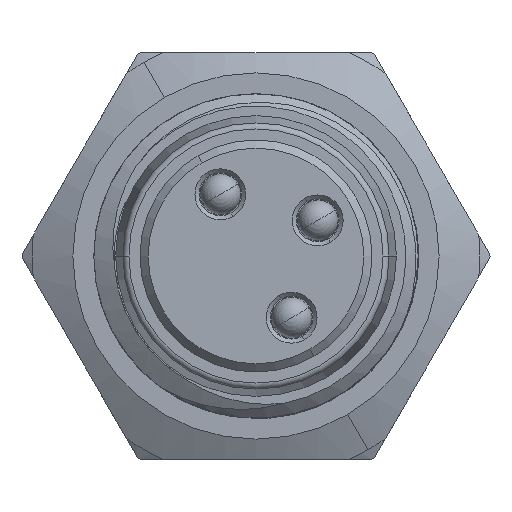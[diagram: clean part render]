
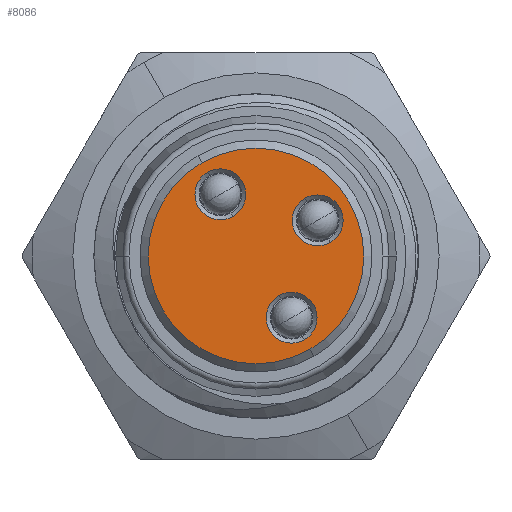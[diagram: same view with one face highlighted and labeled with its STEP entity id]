
A CAD part, left-side view. The second image highlights one B-rep face of the part: STEP entity #8086.
In plain terms, the highlighted planar face has unit normal (-1, 0, 0).
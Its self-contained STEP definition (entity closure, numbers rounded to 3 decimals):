
#7462=CARTESIAN_POINT('',(5.,0.,0.));
#7463=DIRECTION('',(-1.,0.,0.));
#7464=DIRECTION('',(0.,-0.5,-0.866));
#7465=AXIS2_PLACEMENT_3D('',#7462,#7463,#7464);
#7467=CARTESIAN_POINT('',(5.,0.,0.));
#7468=DIRECTION('',(-1.,0.,0.));
#7469=DIRECTION('',(0.,0.5,0.866));
#7470=AXIS2_PLACEMENT_3D('',#7467,#7468,#7469);
#7472=CARTESIAN_POINT('',(5.,-1.516,0.875));
#7473=DIRECTION('',(1.,0.,0.));
#7474=DIRECTION('',(0.,0.5,0.866));
#7475=AXIS2_PLACEMENT_3D('',#7472,#7473,#7474);
#7477=CARTESIAN_POINT('',(5.,-1.516,0.875));
#7478=DIRECTION('',(1.,0.,0.));
#7479=DIRECTION('',(0.,-0.5,-0.866));
#7480=AXIS2_PLACEMENT_3D('',#7477,#7478,#7479);
#7482=CARTESIAN_POINT('',(5.,-0.875,-1.516));
#7483=DIRECTION('',(1.,0.,0.));
#7484=DIRECTION('',(0.,-0.5,-0.866));
#7485=AXIS2_PLACEMENT_3D('',#7482,#7483,#7484);
#7487=CARTESIAN_POINT('',(5.,-0.875,-1.516));
#7488=DIRECTION('',(1.,0.,0.));
#7489=DIRECTION('',(0.,0.5,0.866));
#7490=AXIS2_PLACEMENT_3D('',#7487,#7488,#7489);
#7492=CARTESIAN_POINT('',(5.,0.875,1.516));
#7493=DIRECTION('',(1.,0.,0.));
#7494=DIRECTION('',(0.,-0.5,-0.866));
#7495=AXIS2_PLACEMENT_3D('',#7492,#7493,#7494);
#7497=CARTESIAN_POINT('',(5.,0.875,1.516));
#7498=DIRECTION('',(1.,0.,0.));
#7499=DIRECTION('',(0.,0.5,0.866));
#7500=AXIS2_PLACEMENT_3D('',#7497,#7498,#7499);
#7983=CARTESIAN_POINT('',(5.,-1.325,-2.295));
#7984=CARTESIAN_POINT('',(5.,1.325,2.295));
#7985=VERTEX_POINT('',#7983);
#7986=VERTEX_POINT('',#7984);
#7991=CARTESIAN_POINT('',(5.,-1.203,1.416));
#7992=CARTESIAN_POINT('',(5.,-1.828,0.334));
#7993=VERTEX_POINT('',#7991);
#7994=VERTEX_POINT('',#7992);
#7999=CARTESIAN_POINT('',(5.,-1.188,-2.057));
#8000=CARTESIAN_POINT('',(5.,-0.563,-0.974));
#8001=VERTEX_POINT('',#7999);
#8002=VERTEX_POINT('',#8000);
#8007=CARTESIAN_POINT('',(5.,0.562,0.974));
#8008=CARTESIAN_POINT('',(5.,1.187,2.057));
#8009=VERTEX_POINT('',#8007);
#8010=VERTEX_POINT('',#8008);
#8057=CARTESIAN_POINT('',(5.,0.,0.));
#8058=DIRECTION('',(-1.,0.,0.));
#8059=DIRECTION('',(0.,-0.5,-0.866));
#8060=AXIS2_PLACEMENT_3D('',#8057,#8058,#8059);
#8061=PLANE('',#8060);
#8063=ORIENTED_EDGE('',*,*,#8062,.F.);
#8065=ORIENTED_EDGE('',*,*,#8064,.F.);
#8066=EDGE_LOOP('',(#8063,#8065));
#8067=FACE_OUTER_BOUND('',#8066,.F.);
#8069=ORIENTED_EDGE('',*,*,#8068,.F.);
#8071=ORIENTED_EDGE('',*,*,#8070,.F.);
#8072=EDGE_LOOP('',(#8069,#8071));
#8073=FACE_BOUND('',#8072,.F.);
#8075=ORIENTED_EDGE('',*,*,#8074,.F.);
#8077=ORIENTED_EDGE('',*,*,#8076,.F.);
#8078=EDGE_LOOP('',(#8075,#8077));
#8079=FACE_BOUND('',#8078,.F.);
#8081=ORIENTED_EDGE('',*,*,#8080,.F.);
#8083=ORIENTED_EDGE('',*,*,#8082,.F.);
#8084=EDGE_LOOP('',(#8081,#8083));
#8085=FACE_BOUND('',#8084,.F.);
#7466=CIRCLE('',#7465,2.65);
#7471=CIRCLE('',#7470,2.65);
#7476=CIRCLE('',#7475,0.625);
#7481=CIRCLE('',#7480,0.625);
#7486=CIRCLE('',#7485,0.625);
#7491=CIRCLE('',#7490,0.625);
#7496=CIRCLE('',#7495,0.625);
#7501=CIRCLE('',#7500,0.625);
#8062=EDGE_CURVE('',#7985,#7986,#7466,.T.);
#8064=EDGE_CURVE('',#7986,#7985,#7471,.T.);
#8068=EDGE_CURVE('',#7993,#7994,#7476,.T.);
#8070=EDGE_CURVE('',#7994,#7993,#7481,.T.);
#8074=EDGE_CURVE('',#8001,#8002,#7486,.T.);
#8076=EDGE_CURVE('',#8002,#8001,#7491,.T.);
#8080=EDGE_CURVE('',#8009,#8010,#7496,.T.);
#8082=EDGE_CURVE('',#8010,#8009,#7501,.T.);
#8086=ADVANCED_FACE('',(#8067,#8073,#8079,#8085),#8061,.T.);
